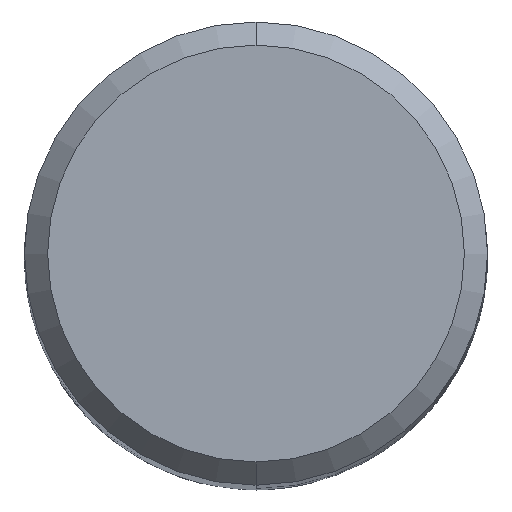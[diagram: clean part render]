
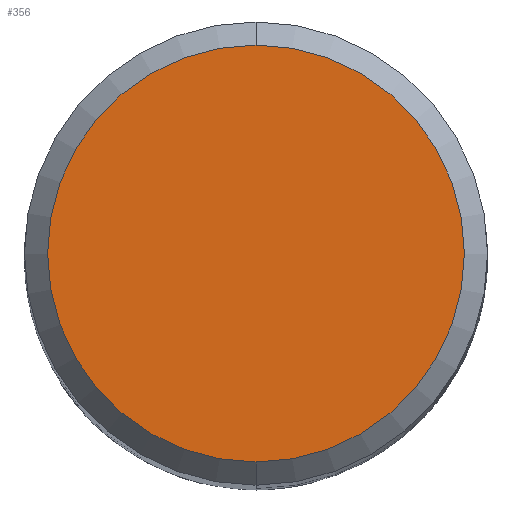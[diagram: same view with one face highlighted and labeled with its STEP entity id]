
A CAD part, top view. The second image highlights one B-rep face of the part: STEP entity #356.
In plain terms, the highlighted planar face has unit normal (0, 0, 1).
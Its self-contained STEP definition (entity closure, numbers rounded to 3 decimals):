
#356=ADVANCED_FACE('',(#862),#863,.T.);
#414=VERTEX_POINT('',#927);
#456=EDGE_CURVE('',#414,#666,#972,.T.);
#602=EDGE_CURVE('',#666,#414,#1127,.T.);
#666=VERTEX_POINT('',#1198);
#862=FACE_OUTER_BOUND('',#1714,.T.);
#863=PLANE('',#1715);
#927=CARTESIAN_POINT('',(0.0,4.5,0.0));
#972=CIRCLE('',#1969,4.5);
#1127=CIRCLE('',#2548,4.5);
#1198=CARTESIAN_POINT('',(0.,-4.5,0.0));
#1714=EDGE_LOOP('',(#4136,#4137));
#1715=AXIS2_PLACEMENT_3D('',#4138,#4139,#4140);
#1969=AXIS2_PLACEMENT_3D('',#4245,#4246,#4247);
#2548=AXIS2_PLACEMENT_3D('',#4415,#4416,#4417);
#4136=ORIENTED_EDGE('',*,*,#456,.F.);
#4137=ORIENTED_EDGE('',*,*,#602,.F.);
#4138=CARTESIAN_POINT('',(0.0,2.25,0.0));
#4139=DIRECTION('',(-0.0,0.0,1.0));
#4140=DIRECTION('',(0.0,-1.0,0.0));
#4245=CARTESIAN_POINT('',(0.0,0.0,0.0));
#4246=DIRECTION('',(0.0,0.0,-1.0));
#4247=DIRECTION('',(0.0,1.0,0.0));
#4415=CARTESIAN_POINT('',(0.0,0.0,0.0));
#4416=DIRECTION('',(0.0,0.0,-1.0));
#4417=DIRECTION('',(0.0,1.0,0.0));
